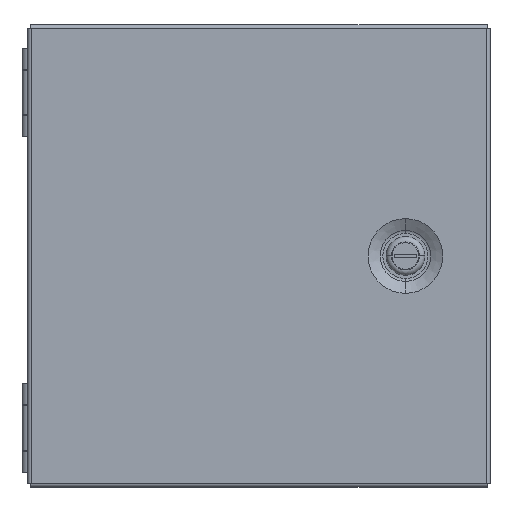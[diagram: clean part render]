
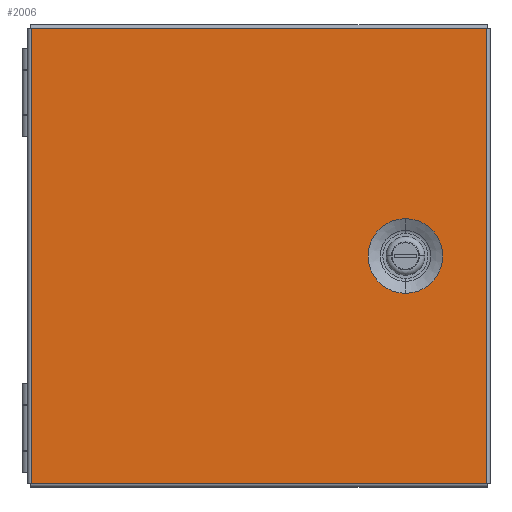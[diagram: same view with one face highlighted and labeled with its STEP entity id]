
A CAD part, top view. The second image highlights one B-rep face of the part: STEP entity #2006.
In plain terms, the highlighted planar face has unit normal (0, 0, 1).
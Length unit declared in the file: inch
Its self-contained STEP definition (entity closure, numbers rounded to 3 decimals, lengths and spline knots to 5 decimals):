
#924 = ORIENTED_EDGE ( 'NONE', *, *, #1661, .F. ) ;
#925 = ORIENTED_EDGE ( 'NONE', *, *, #1648, .F. ) ;
#926 = ORIENTED_EDGE ( 'NONE', *, *, #1662, .T. ) ;
#927 = ORIENTED_EDGE ( 'NONE', *, *, #1663, .T. ) ;
#928 = ORIENTED_EDGE ( 'NONE', *, *, #1664, .T. ) ;
#929 = ORIENTED_EDGE ( 'NONE', *, *, #1665, .T. ) ;
#1648 = EDGE_CURVE ( 'NONE', #2527, #2529, #19057, .T. ) ;
#1661 = EDGE_CURVE ( 'NONE', #2529, #2527, #19075, .T. ) ;
#1662 = EDGE_CURVE ( 'NONE', #2533, #2532, #7802, .T. ) ;
#1663 = EDGE_CURVE ( 'NONE', #2532, #2522, #7804, .T. ) ;
#1664 = EDGE_CURVE ( 'NONE', #2522, #2541, #7812, .T. ) ;
#1665 = EDGE_CURVE ( 'NONE', #2541, #2533, #7815, .T. ) ;
#2006 = ADVANCED_FACE ( 'NONE', ( #10121, #10116 ), #10123, .T. ) ;
#2522 = VERTEX_POINT ( 'NONE', #11019 ) ;
#2527 = VERTEX_POINT ( 'NONE', #11024 ) ;
#2529 = VERTEX_POINT ( 'NONE', #11026 ) ;
#2532 = VERTEX_POINT ( 'NONE', #11029 ) ;
#2533 = VERTEX_POINT ( 'NONE', #11030 ) ;
#2541 = VERTEX_POINT ( 'NONE', #11038 ) ;
#5688 = EDGE_LOOP ( 'NONE', ( #926, #927, #928, #929 ) ) ;
#5692 = EDGE_LOOP ( 'NONE', ( #924, #925 ) ) ;
#7766 = CARTESIAN_POINT ( 'NONE',  ( 3.25, 0., 0. ) ) ;
#7767 = DIRECTION ( 'NONE',  ( 0., 0., 1. ) ) ;
#7768 = DIRECTION ( 'NONE',  ( 0., -1., 0. ) ) ;
#7799 = CARTESIAN_POINT ( 'NONE',  ( -5.063, -5.048, 0. ) ) ;
#7802 = LINE ( 'NONE', #7799, #19077 ) ;
#7804 = LINE ( 'NONE', #7810, #19076 ) ;
#7805 = CARTESIAN_POINT ( 'NONE',  ( 3.25, 0., 0. ) ) ;
#7806 = DIRECTION ( 'NONE',  ( 0., 0., 1. ) ) ;
#7807 = DIRECTION ( 'NONE',  ( 0., -1., 0. ) ) ;
#7809 = DIRECTION ( 'NONE',  ( 1., 0., 0. ) ) ;
#7810 = CARTESIAN_POINT ( 'NONE',  ( 5.048, -5.048, 0. ) ) ;
#7811 = DIRECTION ( 'NONE',  ( 0., 1., 0. ) ) ;
#7812 = LINE ( 'NONE', #7813, #19080 ) ;
#7813 = CARTESIAN_POINT ( 'NONE',  ( 5.063, 5.048, 0. ) ) ;
#7814 = DIRECTION ( 'NONE',  ( -1., 0., 0. ) ) ;
#7815 = LINE ( 'NONE', #7816, #19081 ) ;
#7816 = CARTESIAN_POINT ( 'NONE',  ( -5.048, 5.048, 0. ) ) ;
#7817 = DIRECTION ( 'NONE',  ( 0., -1., 0. ) ) ;
#8932 = AXIS2_PLACEMENT_3D ( 'NONE', #10120, #10118, #10125 ) ;
#10116 = FACE_OUTER_BOUND ( 'NONE', #5688, .T. ) ;
#10118 = DIRECTION ( 'NONE',  ( 0., 0., 1. ) ) ;
#10120 = CARTESIAN_POINT ( 'NONE',  ( -5.063, 5.063, 0. ) ) ;
#10121 = FACE_BOUND ( 'NONE', #5692, .T. ) ;
#10123 = PLANE ( 'NONE',  #8932 ) ;
#10125 = DIRECTION ( 'NONE',  ( 1., 0., 0. ) ) ;
#11019 = CARTESIAN_POINT ( 'NONE',  ( 5.048, 5.048, 0. ) ) ;
#11024 = CARTESIAN_POINT ( 'NONE',  ( 3.25, -0.828, 0. ) ) ;
#11026 = CARTESIAN_POINT ( 'NONE',  ( 3.25, 0.828, 0. ) ) ;
#11029 = CARTESIAN_POINT ( 'NONE',  ( 5.048, -5.048, 0. ) ) ;
#11030 = CARTESIAN_POINT ( 'NONE',  ( -5.048, -5.048, 0. ) ) ;
#11038 = CARTESIAN_POINT ( 'NONE',  ( -5.048, 5.048, 0. ) ) ;
#19057 = CIRCLE ( 'NONE', #19061, 0.828 ) ;
#19061 = AXIS2_PLACEMENT_3D ( 'NONE', #7766, #7767, #7768 ) ;
#19075 = CIRCLE ( 'NONE', #19078, 0.828 ) ;
#19076 = VECTOR ( 'NONE', #7811, 39.37008 ) ;
#19077 = VECTOR ( 'NONE', #7809, 39.37008 ) ;
#19078 = AXIS2_PLACEMENT_3D ( 'NONE', #7805, #7806, #7807 ) ;
#19080 = VECTOR ( 'NONE', #7814, 39.37008 ) ;
#19081 = VECTOR ( 'NONE', #7817, 39.37008 ) ;
